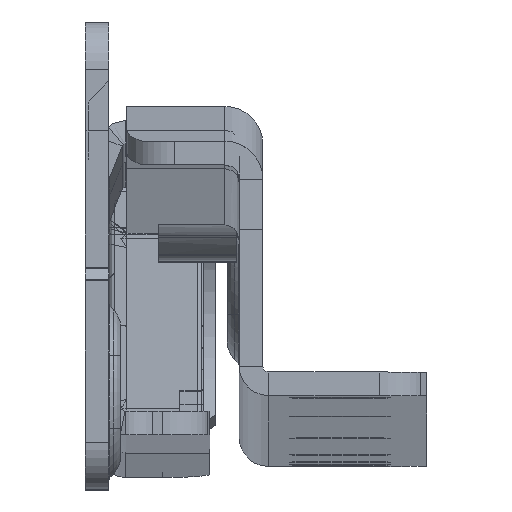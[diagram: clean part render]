
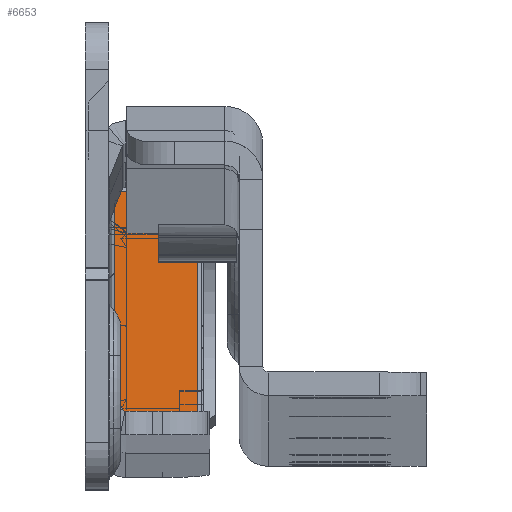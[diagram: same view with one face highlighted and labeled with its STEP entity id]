
A CAD part, top view. The second image highlights one B-rep face of the part: STEP entity #6653.
In plain terms, the highlighted face is planar.
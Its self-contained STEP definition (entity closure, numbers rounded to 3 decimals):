
#419 = VERTEX_POINT ( 'NONE', #7117 ) ;
#520 = DIRECTION ( 'NONE',  ( 0., 0., 1. ) ) ;
#805 = ORIENTED_EDGE ( 'NONE', *, *, #4732, .F. ) ;
#1479 = CARTESIAN_POINT ( 'NONE',  ( 0., -11., 0.5 ) ) ;
#1701 = AXIS2_PLACEMENT_3D ( 'NONE', #8366, #8498, #520 ) ;
#2562 = ORIENTED_EDGE ( 'NONE', *, *, #4333, .T. ) ;
#2735 = LINE ( 'NONE', #1479, #7105 ) ;
#3675 = EDGE_CURVE ( 'NONE', #11487, #4471, #4746, .T. ) ;
#4333 = EDGE_CURVE ( 'NONE', #11238, #419, #2735, .T. ) ;
#4339 = FACE_OUTER_BOUND ( 'NONE', #11503, .T. ) ;
#4463 = PLANE ( 'NONE',  #1701 ) ;
#4471 = VERTEX_POINT ( 'NONE', #5526 ) ;
#4732 = EDGE_CURVE ( 'NONE', #11487, #419, #10240, .T. ) ;
#4746 = LINE ( 'NONE', #8041, #9606 ) ;
#5207 = VECTOR ( 'NONE', #9395, 1000. ) ;
#5232 = CARTESIAN_POINT ( 'NONE',  ( 0., -11., 8. ) ) ;
#5526 = CARTESIAN_POINT ( 'NONE',  ( 0., 11., 7.5 ) ) ;
#6168 = VECTOR ( 'NONE', #9279, 1000. ) ;
#6653 = ADVANCED_FACE ( 'NONE', ( #4339 ), #4463, .T. ) ;
#6748 = DIRECTION ( 'NONE',  ( 0., -1., 0. ) ) ;
#7105 = VECTOR ( 'NONE', #6748, 1000. ) ;
#7117 = CARTESIAN_POINT ( 'NONE',  ( 0., -11., 0.5 ) ) ;
#7532 = ORIENTED_EDGE ( 'NONE', *, *, #3675, .T. ) ;
#8041 = CARTESIAN_POINT ( 'NONE',  ( 0., -11., 7.5 ) ) ;
#8219 = EDGE_CURVE ( 'NONE', #4471, #11238, #11237, .T. ) ;
#8366 = CARTESIAN_POINT ( 'NONE',  ( 0., -11., 8. ) ) ;
#8498 = DIRECTION ( 'NONE',  ( -1., 0., 0. ) ) ;
#8930 = ORIENTED_EDGE ( 'NONE', *, *, #8219, .T. ) ;
#9279 = DIRECTION ( 'NONE',  ( 0., 0., -1. ) ) ;
#9395 = DIRECTION ( 'NONE',  ( 0., 0., -1. ) ) ;
#9606 = VECTOR ( 'NONE', #11958, 1000. ) ;
#9861 = CARTESIAN_POINT ( 'NONE',  ( 0., 11., 0.5 ) ) ;
#10199 = CARTESIAN_POINT ( 'NONE',  ( 0., 11., 8. ) ) ;
#10240 = LINE ( 'NONE', #5232, #5207 ) ;
#10737 = CARTESIAN_POINT ( 'NONE',  ( 0., -11., 7.5 ) ) ;
#11237 = LINE ( 'NONE', #10199, #6168 ) ;
#11238 = VERTEX_POINT ( 'NONE', #9861 ) ;
#11487 = VERTEX_POINT ( 'NONE', #10737 ) ;
#11503 = EDGE_LOOP ( 'NONE', ( #8930, #2562, #805, #7532 ) ) ;
#11958 = DIRECTION ( 'NONE',  ( 0., 1., 0. ) ) ;
